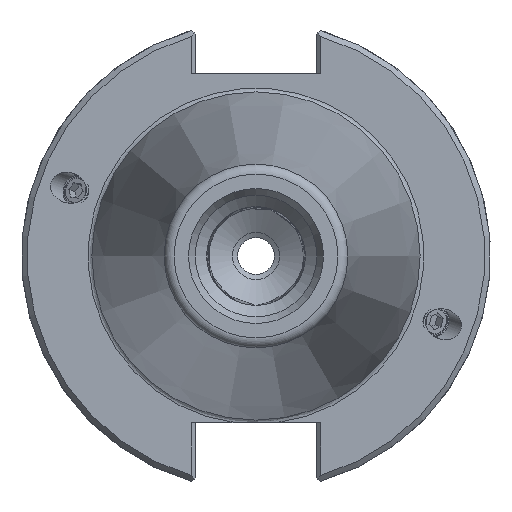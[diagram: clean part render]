
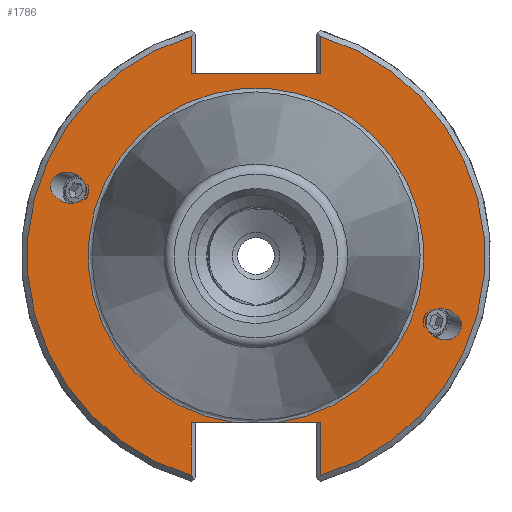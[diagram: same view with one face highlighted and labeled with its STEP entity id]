
A CAD part, left-side view. The second image highlights one B-rep face of the part: STEP entity #1786.
In plain terms, the highlighted planar face has unit normal (-1, 0, 0).
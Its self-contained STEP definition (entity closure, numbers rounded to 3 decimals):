
#642=CARTESIAN_POINT('',(3.175,-23.02,-8.379));
#643=VERTEX_POINT('',#642);
#644=CARTESIAN_POINT('',(3.175,-25.372,-9.235));
#645=DIRECTION('',(1.0,0.0,0.0));
#646=DIRECTION('',(0.0,-0.94,-0.342));
#647=AXIS2_PLACEMENT_3D('',#644,#645,#646);
#648=ELLIPSE('',#647,2.503,2.05);
#649=EDGE_CURVE('',#643,#643,#648,.T.);
#722=CARTESIAN_POINT('',(3.175,23.02,8.379));
#723=VERTEX_POINT('',#722);
#724=CARTESIAN_POINT('',(3.175,25.372,9.235));
#725=DIRECTION('',(1.0,0.0,0.0));
#726=DIRECTION('',(0.0,0.94,0.342));
#727=AXIS2_PLACEMENT_3D('',#724,#725,#726);
#728=ELLIPSE('',#727,2.503,2.05);
#729=EDGE_CURVE('',#723,#723,#728,.T.);
#1120=CARTESIAN_POINT('',(3.175,8.763,24.689));
#1121=VERTEX_POINT('',#1120);
#1128=CARTESIAN_POINT('',(3.175,-8.763,24.689));
#1129=VERTEX_POINT('',#1128);
#1130=CARTESIAN_POINT('',(3.175,8.763,24.689));
#1131=DIRECTION('',(0.0,-1.0,0.0));
#1132=VECTOR('',#1131,17.526);
#1133=LINE('',#1130,#1132);
#1134=EDGE_CURVE('',#1121,#1129,#1133,.T.);
#1656=CARTESIAN_POINT('',(3.175,-2.838,-22.555));
#1657=VERTEX_POINT('',#1656);
#1658=CARTESIAN_POINT('',(3.175,2.838,-22.555));
#1659=VERTEX_POINT('',#1658);
#1688=CARTESIAN_POINT('',(3.175,0.0,0.0));
#1689=DIRECTION('',(-1.0,0.0,0.0));
#1690=DIRECTION('',(0.0,-1.0,0.0));
#1691=AXIS2_PLACEMENT_3D('',#1688,#1689,#1690);
#1692=CIRCLE('',#1691,22.733);
#1693=EDGE_CURVE('',#1657,#1659,#1692,.T.);
#1709=CARTESIAN_POINT('',(3.175,26.987,0.0));
#1710=DIRECTION('',(-1.0,0.0,0.0));
#1711=DIRECTION('',(0.0,0.0,1.0));
#1712=AXIS2_PLACEMENT_3D('',#1709,#1710,#1711);
#1713=PLANE('',#1712);
#1714=ORIENTED_EDGE('',*,*,#1693,.F.);
#1715=CARTESIAN_POINT('',(3.175,-8.763,-22.555));
#1716=VERTEX_POINT('',#1715);
#1717=CARTESIAN_POINT('',(3.175,-8.763,-22.555));
#1718=DIRECTION('',(0.0,1.0,0.0));
#1719=VECTOR('',#1718,5.925);
#1720=LINE('',#1717,#1719);
#1721=EDGE_CURVE('',#1716,#1657,#1720,.T.);
#1722=ORIENTED_EDGE('',*,*,#1721,.F.);
#1723=CARTESIAN_POINT('',(3.175,-8.763,-29.723));
#1724=VERTEX_POINT('',#1723);
#1725=CARTESIAN_POINT('',(3.175,-8.763,-29.723));
#1726=DIRECTION('',(0.0,0.0,1.0));
#1727=VECTOR('',#1726,7.168);
#1728=LINE('',#1725,#1727);
#1729=EDGE_CURVE('',#1724,#1716,#1728,.T.);
#1730=ORIENTED_EDGE('',*,*,#1729,.F.);
#1731=CARTESIAN_POINT('',(3.175,-8.763,29.723));
#1732=VERTEX_POINT('',#1731);
#1733=CARTESIAN_POINT('',(3.175,0.0,0.0));
#1734=DIRECTION('',(1.0,0.0,0.0));
#1735=DIRECTION('',(0.0,-1.0,0.0));
#1736=AXIS2_PLACEMENT_3D('',#1733,#1734,#1735);
#1737=CIRCLE('',#1736,30.988);
#1738=EDGE_CURVE('',#1732,#1724,#1737,.T.);
#1739=ORIENTED_EDGE('',*,*,#1738,.F.);
#1740=CARTESIAN_POINT('',(3.175,-8.763,24.689));
#1741=DIRECTION('',(0.0,0.0,1.0));
#1742=VECTOR('',#1741,5.034);
#1743=LINE('',#1740,#1742);
#1744=EDGE_CURVE('',#1129,#1732,#1743,.T.);
#1745=ORIENTED_EDGE('',*,*,#1744,.F.);
#1746=ORIENTED_EDGE('',*,*,#1134,.F.);
#1747=CARTESIAN_POINT('',(3.175,8.763,29.723));
#1748=VERTEX_POINT('',#1747);
#1749=CARTESIAN_POINT('',(3.175,8.763,29.723));
#1750=DIRECTION('',(0.0,0.0,-1.0));
#1751=VECTOR('',#1750,5.034);
#1752=LINE('',#1749,#1751);
#1753=EDGE_CURVE('',#1748,#1121,#1752,.T.);
#1754=ORIENTED_EDGE('',*,*,#1753,.F.);
#1755=CARTESIAN_POINT('',(3.175,8.763,-29.723));
#1756=VERTEX_POINT('',#1755);
#1757=CARTESIAN_POINT('',(3.175,0.0,0.0));
#1758=DIRECTION('',(1.0,0.0,0.0));
#1759=DIRECTION('',(0.0,1.0,0.0));
#1760=AXIS2_PLACEMENT_3D('',#1757,#1758,#1759);
#1761=CIRCLE('',#1760,30.988);
#1762=EDGE_CURVE('',#1756,#1748,#1761,.T.);
#1763=ORIENTED_EDGE('',*,*,#1762,.F.);
#1764=CARTESIAN_POINT('',(3.175,8.763,-22.555));
#1765=VERTEX_POINT('',#1764);
#1766=CARTESIAN_POINT('',(3.175,8.763,-22.555));
#1767=DIRECTION('',(0.0,0.0,-1.0));
#1768=VECTOR('',#1767,7.168);
#1769=LINE('',#1766,#1768);
#1770=EDGE_CURVE('',#1765,#1756,#1769,.T.);
#1771=ORIENTED_EDGE('',*,*,#1770,.F.);
#1772=CARTESIAN_POINT('',(3.175,2.838,-22.555));
#1773=DIRECTION('',(0.0,1.0,0.0));
#1774=VECTOR('',#1773,5.925);
#1775=LINE('',#1772,#1774);
#1776=EDGE_CURVE('',#1659,#1765,#1775,.T.);
#1777=ORIENTED_EDGE('',*,*,#1776,.F.);
#1778=EDGE_LOOP('',(#1714,#1722,#1730,#1739,#1745,#1746,#1754,#1763,#1771,#1777));
#1779=FACE_OUTER_BOUND('',#1778,.T.);
#1780=ORIENTED_EDGE('',*,*,#649,.T.);
#1781=EDGE_LOOP('',(#1780));
#1782=FACE_BOUND('',#1781,.T.);
#1783=ORIENTED_EDGE('',*,*,#729,.T.);
#1784=EDGE_LOOP('',(#1783));
#1785=FACE_BOUND('',#1784,.T.);
#1786=ADVANCED_FACE('',(#1779,#1782,#1785),#1713,.T.);
